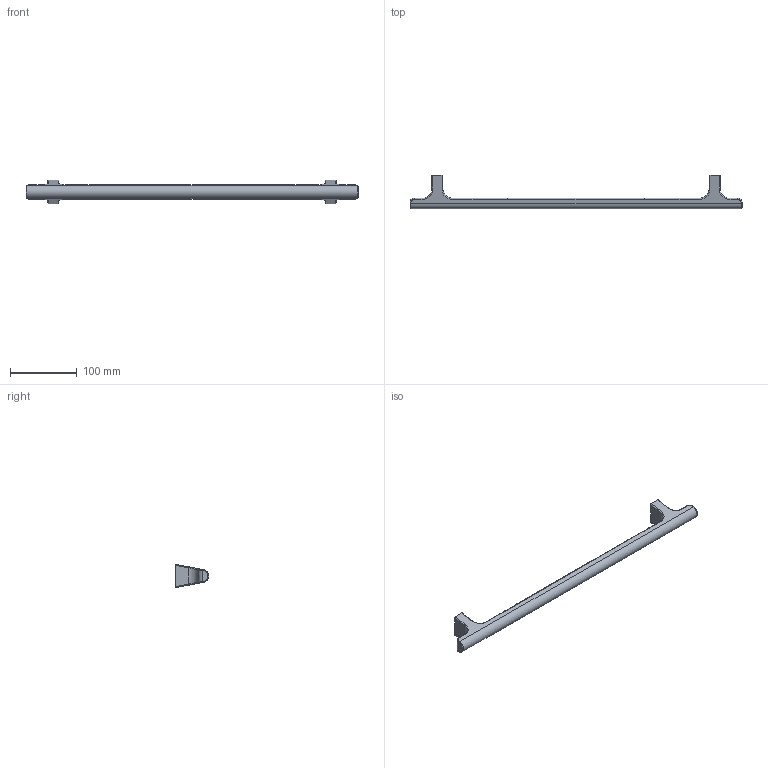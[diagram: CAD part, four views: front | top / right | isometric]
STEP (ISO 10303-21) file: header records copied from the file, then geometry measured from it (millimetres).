
FILE_DESCRIPTION(/* description */ (''),/* implementation_level */ '2;1');
FILE_NAME(/* name */ '0682_416_00.stp',/* time_stamp */ '2024-06-11T15:05:52+02:00',/* author */ ('mantolin'),/* organization */ (''),/* preprocessor_version */ 'ST-DEVELOPER v18.1',/* originating_system */ 'Autodesk Inventor 2022',/* authorisation */ '');
FILE_SCHEMA (('AUTOMOTIVE_DESIGN { 1 0 10303 214 3 1 1 }'));
Length unit declared in the file: millimetre
Products named in the file (3): 0682_416_00; 0682_416_00_1; Insert per fusta M6_10mm
Assembly tree (3 placements, depth 2):
  0682_416_00
    0682_416_00_1
    Insert per fusta M6_10mm  x2
Bounding box: 498.35 x 50.31 x 35.13 mm (x, y, z)
Volume: 173572.1 mm3; surface area: 40390.5 mm2
Topology: 3 solids, 3 shells, 121 faces, 277 edges, 180 vertices
Faces by surface type: plane 55, cylinder 34, bspline 28, torus 2, cone 2
Full cylindrical faces by diameter (mm): 5.134 x2, 6.5 x4, 8 x6, 8.5 x2
Entity records: 8052 total; most frequent: CARTESIAN_POINT 5652, ORIENTED_EDGE 514, DIRECTION 356, EDGE_CURVE 257, VERTEX_POINT 167, AXIS2_PLACEMENT_3D 132, EDGE_LOOP 124, B_SPLINE_CURVE_WITH_KNOTS 119
